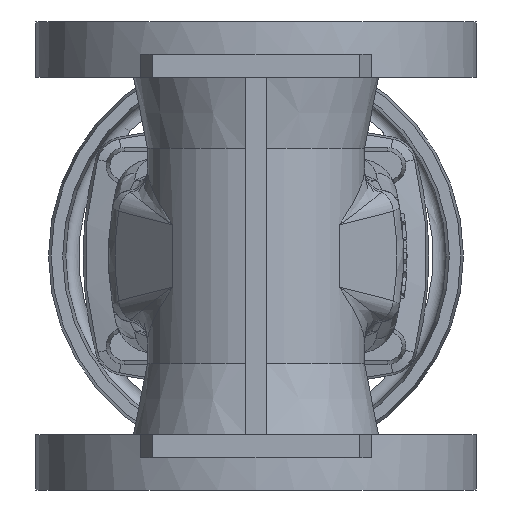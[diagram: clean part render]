
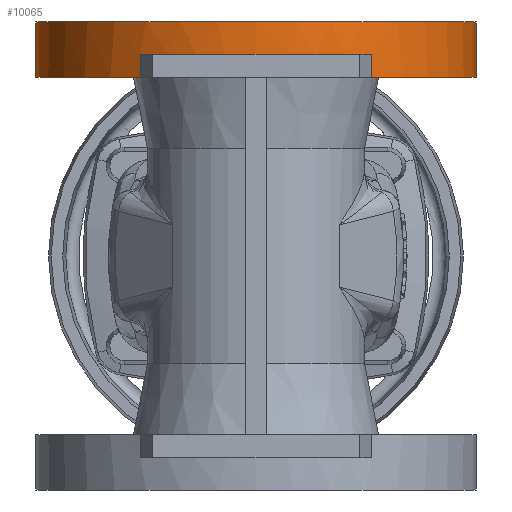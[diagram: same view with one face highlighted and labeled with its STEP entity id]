
A CAD part, front view. The second image highlights one B-rep face of the part: STEP entity #10065.
In plain terms, the highlighted cylindrical face has radius 95.5 mm (diameter 191 mm), a partial arc.
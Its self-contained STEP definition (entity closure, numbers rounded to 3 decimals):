
#409 = VERTEX_POINT ( 'NONE', #10391 ) ;
#803 = VERTEX_POINT ( 'NONE', #10528 ) ;
#2117 = VERTEX_POINT ( 'NONE', #6583 ) ;
#5687 = VERTEX_POINT ( 'NONE', #8289 ) ;
#5778 = EDGE_LOOP ( 'NONE', ( #12423, #12424, #12425, #12426, #12427, #12428, #12429, #12430, #12431 ) ) ;
#6583 = CARTESIAN_POINT ( 'NONE',  ( -50.187, -81.25, 87.5 ) ) ;
#8289 = CARTESIAN_POINT ( 'NONE',  ( 95.5, 0., 101.5 ) ) ;
#9651 = FACE_OUTER_BOUND ( 'NONE', #5778, .T. ) ;
#9655 = CYLINDRICAL_SURFACE ( 'NONE', #20541, 95.5 ) ;
#10065 = ADVANCED_FACE ( 'NONE', ( #9651 ), #9655, .T. ) ;
#10391 = CARTESIAN_POINT ( 'NONE',  ( 50.187, -81.25, 87.5 ) ) ;
#10528 = CARTESIAN_POINT ( 'NONE',  ( -95.5, 0., 101.5 ) ) ;
#11020 = EDGE_CURVE ( 'NONE', #12369, #12366, #21803, .T. ) ;
#11024 = EDGE_CURVE ( 'NONE', #12371, #12370, #21806, .T. ) ;
#11026 = EDGE_CURVE ( 'NONE', #2117, #12368, #21808, .T. ) ;
#11029 = EDGE_CURVE ( 'NONE', #5687, #12369, #21811, .T. ) ;
#11038 = EDGE_CURVE ( 'NONE', #803, #5687, #21823, .T. ) ;
#11040 = EDGE_CURVE ( 'NONE', #409, #12366, #21825, .T. ) ;
#11057 = EDGE_CURVE ( 'NONE', #2117, #12370, #21844, .T. ) ;
#11076 = EDGE_CURVE ( 'NONE', #409, #12368, #21863, .T. ) ;
#11080 = EDGE_CURVE ( 'NONE', #803, #12371, #21868, .T. ) ;
#12366 = VERTEX_POINT ( 'NONE', #24452 ) ;
#12368 = VERTEX_POINT ( 'NONE', #24454 ) ;
#12369 = VERTEX_POINT ( 'NONE', #24455 ) ;
#12370 = VERTEX_POINT ( 'NONE', #24456 ) ;
#12371 = VERTEX_POINT ( 'NONE', #24457 ) ;
#12423 = ORIENTED_EDGE ( 'NONE', *, *, #11038, .F. ) ;
#12424 = ORIENTED_EDGE ( 'NONE', *, *, #11080, .T. ) ;
#12425 = ORIENTED_EDGE ( 'NONE', *, *, #11024, .T. ) ;
#12426 = ORIENTED_EDGE ( 'NONE', *, *, #11057, .F. ) ;
#12427 = ORIENTED_EDGE ( 'NONE', *, *, #11026, .T. ) ;
#12428 = ORIENTED_EDGE ( 'NONE', *, *, #11076, .F. ) ;
#12429 = ORIENTED_EDGE ( 'NONE', *, *, #11040, .T. ) ;
#12430 = ORIENTED_EDGE ( 'NONE', *, *, #11020, .F. ) ;
#12431 = ORIENTED_EDGE ( 'NONE', *, *, #11029, .F. ) ;
#19005 = DIRECTION ( 'NONE',  ( 1., 0., 0. ) ) ;
#19010 = DIRECTION ( 'NONE',  ( 0., 0., -1. ) ) ;
#19014 = CARTESIAN_POINT ( 'NONE',  ( 0., 0., 0. ) ) ;
#20541 = AXIS2_PLACEMENT_3D ( 'NONE', #19014, #19010, #19005 ) ;
#20628 = AXIS2_PLACEMENT_3D ( 'NONE', #21356, #21357, #21358 ) ;
#20631 = AXIS2_PLACEMENT_3D ( 'NONE', #21371, #21372, #21373 ) ;
#20632 = AXIS2_PLACEMENT_3D ( 'NONE', #21381, #21382, #21383 ) ;
#20638 = AXIS2_PLACEMENT_3D ( 'NONE', #21412, #21413, #21414 ) ;
#20653 = AXIS2_PLACEMENT_3D ( 'NONE', #21665, #21666, #21667 ) ;
#21356 = CARTESIAN_POINT ( 'NONE',  ( 0., 0., 77.5 ) ) ;
#21357 = DIRECTION ( 'NONE',  ( 0., 0., -1. ) ) ;
#21358 = DIRECTION ( 'NONE',  ( -1., 0., 0. ) ) ;
#21371 = CARTESIAN_POINT ( 'NONE',  ( 0., 0., 77.5 ) ) ;
#21372 = DIRECTION ( 'NONE',  ( 0., 0., 1. ) ) ;
#21373 = DIRECTION ( 'NONE',  ( 1., 0., 0. ) ) ;
#21379 = CARTESIAN_POINT ( 'NONE',  ( 95.5, 0., 0. ) ) ;
#21380 = DIRECTION ( 'NONE',  ( 0., 0., -1. ) ) ;
#21381 = CARTESIAN_POINT ( 'NONE',  ( 0., 0., 87.5 ) ) ;
#21382 = DIRECTION ( 'NONE',  ( 0., 0., 1. ) ) ;
#21383 = DIRECTION ( 'NONE',  ( -1., 0., 0. ) ) ;
#21412 = CARTESIAN_POINT ( 'NONE',  ( 0., 0., 101.5 ) ) ;
#21413 = DIRECTION ( 'NONE',  ( 0., 0., 1. ) ) ;
#21414 = DIRECTION ( 'NONE',  ( 1., 0., 0. ) ) ;
#21415 = CARTESIAN_POINT ( 'NONE',  ( 50.187, -81.25, 87.5 ) ) ;
#21416 = DIRECTION ( 'NONE',  ( 0., 0., -1. ) ) ;
#21520 = CARTESIAN_POINT ( 'NONE',  ( -50.187, -81.25, 87.5 ) ) ;
#21522 = DIRECTION ( 'NONE',  ( 0., 0., -1. ) ) ;
#21665 = CARTESIAN_POINT ( 'NONE',  ( 0., 0., 87.5 ) ) ;
#21666 = DIRECTION ( 'NONE',  ( 0., 0., -1. ) ) ;
#21667 = DIRECTION ( 'NONE',  ( 1., 0., 0. ) ) ;
#21703 = CARTESIAN_POINT ( 'NONE',  ( -95.5, 0., 0. ) ) ;
#21704 = DIRECTION ( 'NONE',  ( 0., 0., -1. ) ) ;
#21803 = CIRCLE ( 'NONE', #20628, 95.5 ) ;
#21806 = CIRCLE ( 'NONE', #20631, 95.5 ) ;
#21808 = CIRCLE ( 'NONE', #20632, 95.5 ) ;
#21811 = LINE ( 'NONE', #21379, #21813 ) ;
#21813 = VECTOR ( 'NONE', #21380, 1000. ) ;
#21823 = CIRCLE ( 'NONE', #20638, 95.5 ) ;
#21825 = LINE ( 'NONE', #21415, #21828 ) ;
#21828 = VECTOR ( 'NONE', #21416, 1000. ) ;
#21844 = LINE ( 'NONE', #21520, #21846 ) ;
#21846 = VECTOR ( 'NONE', #21522, 1000. ) ;
#21863 = CIRCLE ( 'NONE', #20653, 95.5 ) ;
#21868 = LINE ( 'NONE', #21703, #21869 ) ;
#21869 = VECTOR ( 'NONE', #21704, 1000. ) ;
#24452 = CARTESIAN_POINT ( 'NONE',  ( 50.187, -81.25, 77.5 ) ) ;
#24454 = CARTESIAN_POINT ( 'NONE',  ( 0., -95.5, 87.5 ) ) ;
#24455 = CARTESIAN_POINT ( 'NONE',  ( 95.5, 0., 77.5 ) ) ;
#24456 = CARTESIAN_POINT ( 'NONE',  ( -50.187, -81.25, 77.5 ) ) ;
#24457 = CARTESIAN_POINT ( 'NONE',  ( -95.5, 0., 77.5 ) ) ;
